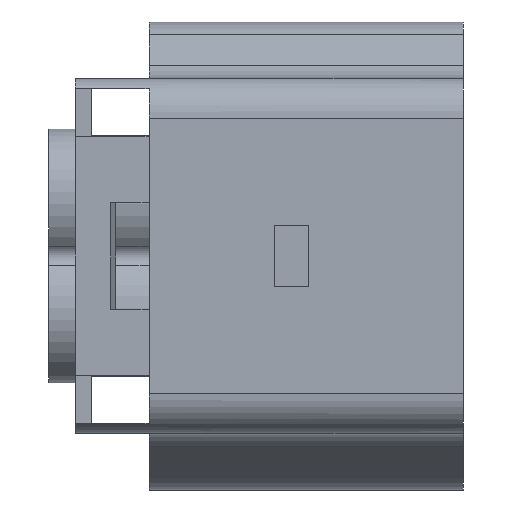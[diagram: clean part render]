
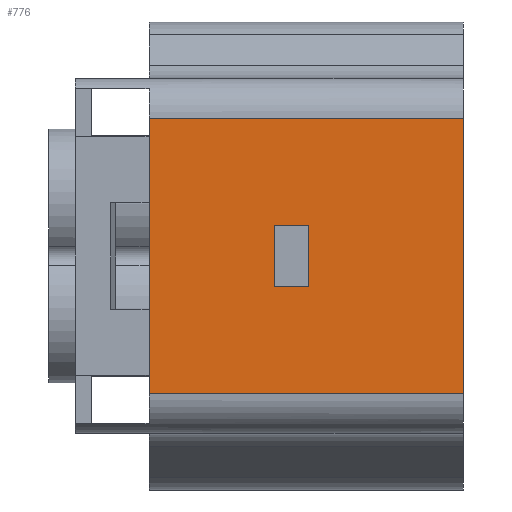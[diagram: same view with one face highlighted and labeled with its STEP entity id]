
A CAD part, left-side view. The second image highlights one B-rep face of the part: STEP entity #776.
In plain terms, the highlighted planar face has unit normal (-1, 0, 0).
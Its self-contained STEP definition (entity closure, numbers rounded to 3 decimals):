
#776=ADVANCED_FACE('',(#1714,#1715),#1301,.F.);
#1301=PLANE('',#11275);
#1714=FACE_BOUND('',#1830,.T.);
#1715=FACE_BOUND('',#1831,.T.);
#1830=EDGE_LOOP('',(#5774,#5775,#5776,#5777));
#1831=EDGE_LOOP('',(#5778,#5779,#5780,#5781));
#2344=LINE('',#14830,#3681);
#2545=LINE('',#15423,#3882);
#2571=LINE('',#15491,#3908);
#2575=LINE('',#15499,#3912);
#2578=LINE('',#15504,#3915);
#2789=LINE('',#16014,#4126);
#2790=LINE('',#16015,#4127);
#2791=LINE('',#16016,#4128);
#3681=VECTOR('',#11878,1.);
#3882=VECTOR('',#12281,1.);
#3908=VECTOR('',#12335,1.);
#3912=VECTOR('',#12341,1.);
#3915=VECTOR('',#12346,1.);
#4126=VECTOR('',#12795,1.);
#4127=VECTOR('',#12796,1.);
#4128=VECTOR('',#12797,1.);
#5774=ORIENTED_EDGE('',*,*,#9576,.T.);
#5775=ORIENTED_EDGE('',*,*,#9569,.T.);
#5776=ORIENTED_EDGE('',*,*,#9845,.T.);
#5777=ORIENTED_EDGE('',*,*,#9573,.T.);
#5778=ORIENTED_EDGE('',*,*,#9846,.T.);
#5779=ORIENTED_EDGE('',*,*,#9240,.T.);
#5780=ORIENTED_EDGE('',*,*,#9847,.T.);
#5781=ORIENTED_EDGE('',*,*,#9535,.F.);
#8207=VERTEX_POINT('',#14829);
#8208=VERTEX_POINT('',#14831);
#8498=VERTEX_POINT('',#15422);
#8499=VERTEX_POINT('',#15424);
#8524=VERTEX_POINT('',#15485);
#8526=VERTEX_POINT('',#15490);
#8529=VERTEX_POINT('',#15498);
#8530=VERTEX_POINT('',#15500);
#9240=EDGE_CURVE('',#8208,#8207,#2344,.T.);
#9535=EDGE_CURVE('',#8498,#8499,#2545,.T.);
#9569=EDGE_CURVE('',#8524,#8526,#2571,.T.);
#9573=EDGE_CURVE('',#8530,#8529,#2575,.T.);
#9576=EDGE_CURVE('',#8529,#8524,#2578,.T.);
#9845=EDGE_CURVE('',#8526,#8530,#2789,.T.);
#9846=EDGE_CURVE('',#8498,#8208,#2790,.T.);
#9847=EDGE_CURVE('',#8207,#8499,#2791,.T.);
#11275=AXIS2_PLACEMENT_3D('',#16017,#12798,#12799);
#11878=DIRECTION('',(0.,0.,-1.));
#12281=DIRECTION('',(0.,0.,-1.));
#12335=DIRECTION('',(0.,0.,-1.));
#12341=DIRECTION('',(0.,0.,1.));
#12346=DIRECTION('',(0.,-1.,0.));
#12795=DIRECTION('',(0.,1.,0.));
#12796=DIRECTION('',(0.,1.,0.));
#12797=DIRECTION('',(0.,-1.,0.));
#12798=DIRECTION('',(1.,0.,0.));
#12799=DIRECTION('',(0.,0.,-1.));
#14829=CARTESIAN_POINT('',(-45.25,23.5,-10.3));
#14830=CARTESIAN_POINT('',(-45.25,23.5,13.3));
#14831=CARTESIAN_POINT('',(-45.25,23.5,10.3));
#15422=CARTESIAN_POINT('',(-45.25,0.,10.3));
#15423=CARTESIAN_POINT('',(-45.25,0.,13.3));
#15424=CARTESIAN_POINT('',(-45.25,0.,-10.3));
#15485=CARTESIAN_POINT('',(-45.25,11.55,2.25));
#15490=CARTESIAN_POINT('',(-45.25,11.55,-2.25));
#15491=CARTESIAN_POINT('',(-45.25,11.55,2.25));
#15498=CARTESIAN_POINT('',(-45.25,14.15,2.25));
#15499=CARTESIAN_POINT('',(-45.25,14.15,-2.25));
#15500=CARTESIAN_POINT('',(-45.25,14.15,-2.25));
#15504=CARTESIAN_POINT('',(-45.25,14.15,2.25));
#16014=CARTESIAN_POINT('',(-45.25,11.55,-2.25));
#16015=CARTESIAN_POINT('',(-45.25,23.5,10.3));
#16016=CARTESIAN_POINT('',(-45.25,23.5,-10.3));
#16017=CARTESIAN_POINT('',(-45.25,23.5,-13.3));
